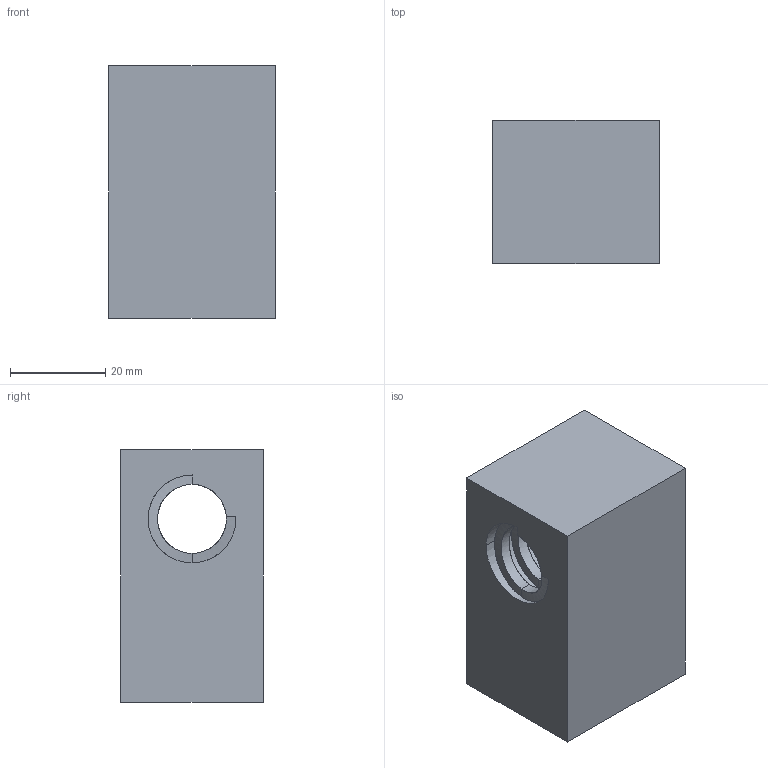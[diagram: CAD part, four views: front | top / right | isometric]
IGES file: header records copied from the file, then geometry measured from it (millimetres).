
Start section: START RECORD GO HERE.
Global section: file name: Ecrou FONTEIX.igs; native system: DASSAULT SYSTEMES CATIA Version 5-6 Release 2013 - www.3ds.com; preprocessor: V5-6R2013_5.23.0.0.10-18-2012.20.00; author: Camille; organization: Camille-PC; date: 20160216.221541; units: millimetre
Bounding box: 35 x 30 x 53 mm (x, y, z)
Surface area: 11741.8 mm2 (no closed solid volume)
Topology: 0 solids, 0 shells, 67 faces, 338 edges, 338 vertices
Faces by surface type: bspline 42, revolution 17, plane 8
